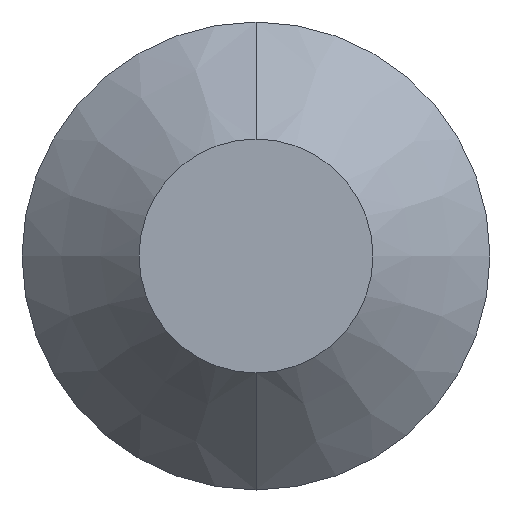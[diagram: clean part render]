
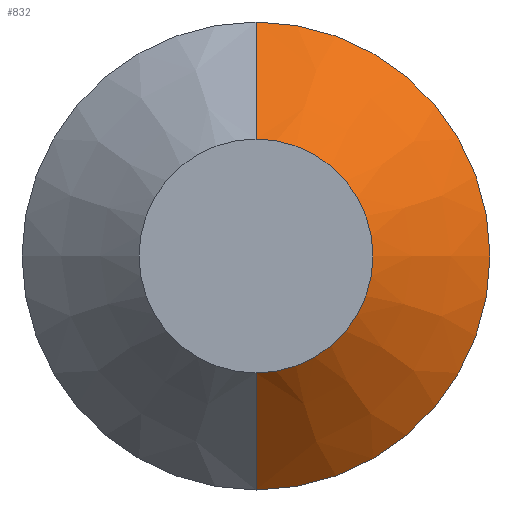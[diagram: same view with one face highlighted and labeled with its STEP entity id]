
A CAD part, front view. The second image highlights one B-rep face of the part: STEP entity #832.
In plain terms, the highlighted conical face has half-angle 45 degrees and reference radius 6 mm.
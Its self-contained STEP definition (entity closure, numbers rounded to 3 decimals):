
#60 = CIRCLE ( 'NONE', #158, 6. ) ;
#68 = CIRCLE ( 'NONE', #131, 3. ) ;
#69 = VECTOR ( 'NONE', #243, 1000. ) ;
#123 = AXIS2_PLACEMENT_3D ( 'NONE', #709, #708, #707 ) ;
#125 = CONICAL_SURFACE ( 'NONE', #123, 6., 0.785 ) ;
#131 = AXIS2_PLACEMENT_3D ( 'NONE', #358, #357, #356 ) ;
#134 = VECTOR ( 'NONE', #256, 1000. ) ;
#158 = AXIS2_PLACEMENT_3D ( 'NONE', #682, #681, #680 ) ;
#237 = CARTESIAN_POINT ( 'NONE',  ( 0., -0.3, -6. ) ) ;
#243 = DIRECTION ( 'NONE',  ( 0., 0.707, -0.707 ) ) ;
#256 = DIRECTION ( 'NONE',  ( 0., 0.707, 0.707 ) ) ;
#258 = CARTESIAN_POINT ( 'NONE',  ( 0., -0.3, 6. ) ) ;
#346 = CARTESIAN_POINT ( 'NONE',  ( 0., -3.3, -3. ) ) ;
#351 = CARTESIAN_POINT ( 'NONE',  ( 0., -3.3, 3. ) ) ;
#352 = CARTESIAN_POINT ( 'NONE',  ( 0., -0.3, 6. ) ) ;
#356 = DIRECTION ( 'NONE',  ( 0., 0., 1. ) ) ;
#357 = DIRECTION ( 'NONE',  ( 0., 1., 0. ) ) ;
#358 = CARTESIAN_POINT ( 'NONE',  ( 0., -3.3, 0. ) ) ;
#383 = ORIENTED_EDGE ( 'NONE', *, *, #873, .F. ) ;
#384 = ORIENTED_EDGE ( 'NONE', *, *, #859, .T. ) ;
#386 = ORIENTED_EDGE ( 'NONE', *, *, #840, .F. ) ;
#425 = ORIENTED_EDGE ( 'NONE', *, *, #857, .T. ) ;
#469 = VERTEX_POINT ( 'NONE', #781 ) ;
#471 = VERTEX_POINT ( 'NONE', #352 ) ;
#472 = VERTEX_POINT ( 'NONE', #351 ) ;
#477 = VERTEX_POINT ( 'NONE', #346 ) ;
#552 = FACE_OUTER_BOUND ( 'NONE', #624, .T. ) ;
#573 = LINE ( 'NONE', #237, #69 ) ;
#575 = LINE ( 'NONE', #258, #134 ) ;
#624 = EDGE_LOOP ( 'NONE', ( #425, #384, #386, #383 ) ) ;
#680 = DIRECTION ( 'NONE',  ( 0., 0., 1. ) ) ;
#681 = DIRECTION ( 'NONE',  ( 0., 1., 0. ) ) ;
#682 = CARTESIAN_POINT ( 'NONE',  ( 0., -0.3, 0. ) ) ;
#707 = DIRECTION ( 'NONE',  ( 0., 0., 1. ) ) ;
#708 = DIRECTION ( 'NONE',  ( 0., 1., 0. ) ) ;
#709 = CARTESIAN_POINT ( 'NONE',  ( 0., -0.3, 0. ) ) ;
#781 = CARTESIAN_POINT ( 'NONE',  ( 0., -0.3, -6. ) ) ;
#832 = ADVANCED_FACE ( 'NONE', ( #552 ), #125, .T. ) ;
#840 = EDGE_CURVE ( 'NONE', #471, #469, #60, .T. ) ;
#857 = EDGE_CURVE ( 'NONE', #472, #477, #68, .T. ) ;
#859 = EDGE_CURVE ( 'NONE', #477, #469, #573, .T. ) ;
#873 = EDGE_CURVE ( 'NONE', #472, #471, #575, .T. ) ;
